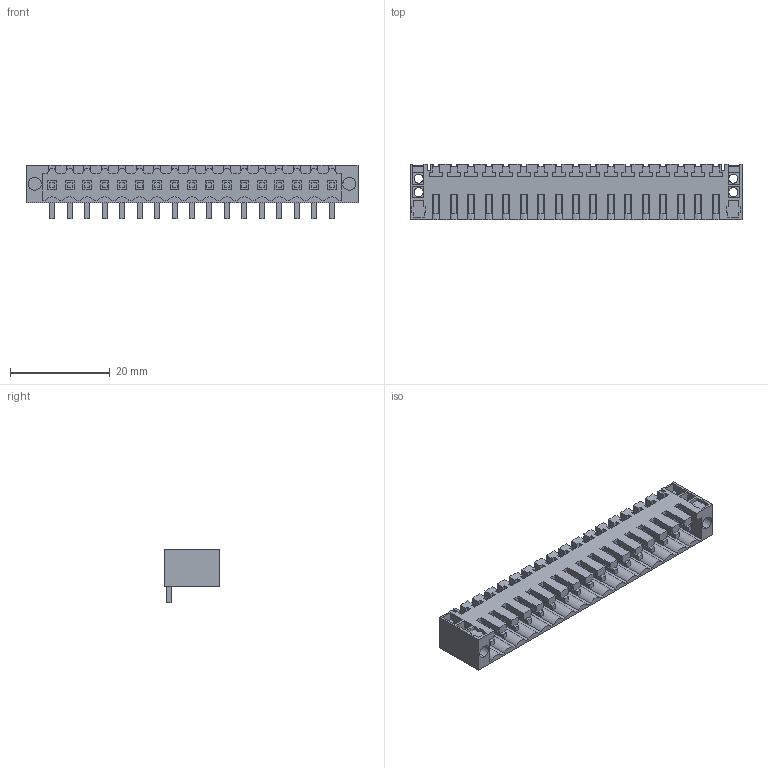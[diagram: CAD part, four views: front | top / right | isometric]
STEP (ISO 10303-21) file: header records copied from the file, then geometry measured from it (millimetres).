
FILE_DESCRIPTION(('CATIA V5 STEP Exchange','CAx-IF Rec.Pracs.--- Model Styling and Organization---1.4--- 2014-01-23'),'2;1');
FILE_NAME ('D1457239_1_1842230000_1842230000.stp','2021-08-12T06:43:42+00:00',('none'),('Weidmueller'),'CATIA Version 5-6 Release 2016 SP3 HF44','CATIA V5 STEP AP214','none');
FILE_SCHEMA(('AUTOMOTIVE_DESIGN { 1 0 10303 214 1 1 1 1 }'));
Length unit declared in the file: millimetre
Products named in the file (1): 1842230000
Bounding box: 66.5 x 11.05 x 10.65 mm (x, y, z)
Volume: 2325.8 mm3; surface area: 6188.5 mm2
Topology: 18 solids, 18 shells, 916 faces, 2762 edges, 1888 vertices
Faces by surface type: plane 883, cylinder 33
Entity records: 29009 total; most frequent: ORIENTED_EDGE 5524, CARTESIAN_POINT 5146, DIRECTION 3599, EDGE_CURVE 2762, VECTOR 2696, LINE 2696, VERTEX_POINT 1888, EDGE_LOOP 970
